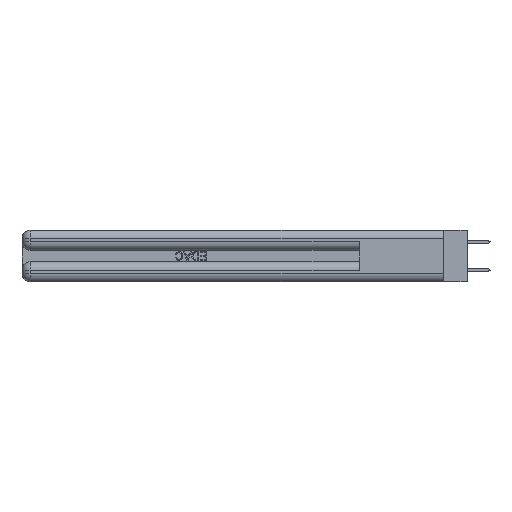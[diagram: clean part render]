
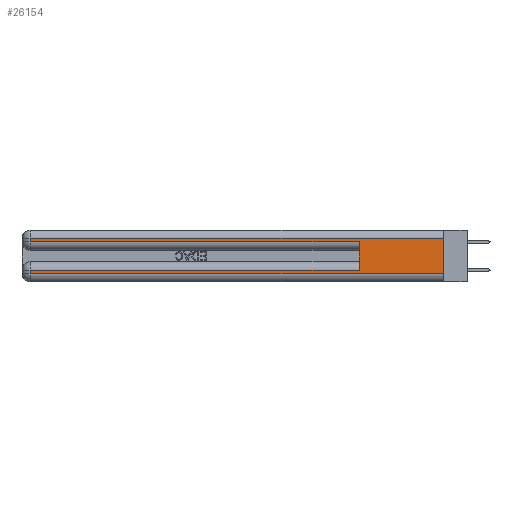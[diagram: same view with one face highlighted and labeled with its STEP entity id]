
A CAD part, left-side view. The second image highlights one B-rep face of the part: STEP entity #26154.
In plain terms, the highlighted planar face has unit normal (-1, 0, 0).
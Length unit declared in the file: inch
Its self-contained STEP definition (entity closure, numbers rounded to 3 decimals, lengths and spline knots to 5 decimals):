
#111 = ORIENTED_EDGE ( 'NONE', *, *, #45846, .T. ) ;
#2070 = ORIENTED_EDGE ( 'NONE', *, *, #47085, .T. ) ;
#2238 = EDGE_LOOP ( 'NONE', ( #38611, #39162, #111, #12968, #8301, #23606, #45898, #2070 ) ) ;
#2710 = LINE ( 'NONE', #18025, #34857 ) ;
#2966 = VERTEX_POINT ( 'NONE', #25562 ) ;
#4328 = LINE ( 'NONE', #35460, #13826 ) ;
#4750 = CARTESIAN_POINT ( 'NONE',  ( 0., 2.94, 0.31 ) ) ;
#4819 = CARTESIAN_POINT ( 'NONE',  ( 0., 0., 0.06 ) ) ;
#4982 = VECTOR ( 'NONE', #20904, 39.37008 ) ;
#5064 = CARTESIAN_POINT ( 'NONE',  ( 0., 0.6, 0.285 ) ) ;
#6179 = VECTOR ( 'NONE', #16144, 39.37008 ) ;
#6226 = CARTESIAN_POINT ( 'NONE',  ( 0., 0., 0.37 ) ) ;
#8301 = ORIENTED_EDGE ( 'NONE', *, *, #51522, .F. ) ;
#8837 = DIRECTION ( 'NONE',  ( 0., 0., -1. ) ) ;
#11075 = CARTESIAN_POINT ( 'NONE',  ( 0., 2.94, 0.37 ) ) ;
#12082 = CARTESIAN_POINT ( 'NONE',  ( 0., 0.6, 0.145 ) ) ;
#12111 = LINE ( 'NONE', #32936, #24075 ) ;
#12968 = ORIENTED_EDGE ( 'NONE', *, *, #24733, .T. ) ;
#13826 = VECTOR ( 'NONE', #35634, 39.37008 ) ;
#13893 = CARTESIAN_POINT ( 'NONE',  ( 0., 0., 0.085 ) ) ;
#13935 = VERTEX_POINT ( 'NONE', #29861 ) ;
#14364 = DIRECTION ( 'NONE',  ( 1., 0., 0. ) ) ;
#16144 = DIRECTION ( 'NONE',  ( 0., 0., 1. ) ) ;
#16525 = LINE ( 'NONE', #11075, #47208 ) ;
#17707 = VERTEX_POINT ( 'NONE', #51784 ) ;
#18025 = CARTESIAN_POINT ( 'NONE',  ( 0., 0., 0.31 ) ) ;
#18031 = EDGE_CURVE ( 'NONE', #39465, #31066, #2710, .T. ) ;
#20904 = DIRECTION ( 'NONE',  ( 0., -1., 0. ) ) ;
#22045 = DIRECTION ( 'NONE',  ( 0., 1., 0. ) ) ;
#22473 = VECTOR ( 'NONE', #33917, 39.37008 ) ;
#23606 = ORIENTED_EDGE ( 'NONE', *, *, #29941, .T. ) ;
#24075 = VECTOR ( 'NONE', #8837, 39.37008 ) ;
#24733 = EDGE_CURVE ( 'NONE', #13935, #37679, #37552, .T. ) ;
#25070 = VERTEX_POINT ( 'NONE', #43186 ) ;
#25562 = CARTESIAN_POINT ( 'NONE',  ( 0., 0., 0.06 ) ) ;
#25672 = VECTOR ( 'NONE', #33107, 39.37008 ) ;
#26154 = ADVANCED_FACE ( 'NONE', ( #32408 ), #38381, .F. ) ;
#27631 = LINE ( 'NONE', #12082, #6179 ) ;
#29083 = CARTESIAN_POINT ( 'NONE',  ( 0., 0., 0.285 ) ) ;
#29861 = CARTESIAN_POINT ( 'NONE',  ( 0., 2.94, 0.285 ) ) ;
#29941 = EDGE_CURVE ( 'NONE', #35135, #25070, #33136, .T. ) ;
#31066 = VERTEX_POINT ( 'NONE', #4750 ) ;
#31737 = CARTESIAN_POINT ( 'NONE',  ( 0., 0., 0.31 ) ) ;
#32408 = FACE_OUTER_BOUND ( 'NONE', #2238, .T. ) ;
#32936 = CARTESIAN_POINT ( 'NONE',  ( 0., 2.94, 0.37 ) ) ;
#33107 = DIRECTION ( 'NONE',  ( 0., -1., 0. ) ) ;
#33136 = LINE ( 'NONE', #13893, #22473 ) ;
#33917 = DIRECTION ( 'NONE',  ( 0., 1., 0. ) ) ;
#34857 = VECTOR ( 'NONE', #22045, 39.37008 ) ;
#35135 = VERTEX_POINT ( 'NONE', #50207 ) ;
#35460 = CARTESIAN_POINT ( 'NONE',  ( 0., 0., 0.37 ) ) ;
#35634 = DIRECTION ( 'NONE',  ( 0., 0., -1. ) ) ;
#37552 = LINE ( 'NONE', #29083, #25672 ) ;
#37679 = VERTEX_POINT ( 'NONE', #5064 ) ;
#38063 = EDGE_CURVE ( 'NONE', #25070, #17707, #16525, .T. ) ;
#38381 = PLANE ( 'NONE',  #49419 ) ;
#38611 = ORIENTED_EDGE ( 'NONE', *, *, #50881, .F. ) ;
#39162 = ORIENTED_EDGE ( 'NONE', *, *, #18031, .T. ) ;
#39465 = VERTEX_POINT ( 'NONE', #31737 ) ;
#42406 = DIRECTION ( 'NONE',  ( 0., 0., -1. ) ) ;
#43186 = CARTESIAN_POINT ( 'NONE',  ( 0., 2.94, 0.085 ) ) ;
#45846 = EDGE_CURVE ( 'NONE', #31066, #13935, #12111, .T. ) ;
#45898 = ORIENTED_EDGE ( 'NONE', *, *, #38063, .T. ) ;
#46449 = LINE ( 'NONE', #4819, #4982 ) ;
#47085 = EDGE_CURVE ( 'NONE', #17707, #2966, #46449, .T. ) ;
#47174 = DIRECTION ( 'NONE',  ( 0., 0., -1. ) ) ;
#47208 = VECTOR ( 'NONE', #47174, 39.37008 ) ;
#49419 = AXIS2_PLACEMENT_3D ( 'NONE', #6226, #14364, #42406 ) ;
#50207 = CARTESIAN_POINT ( 'NONE',  ( 0., 0.6, 0.085 ) ) ;
#50881 = EDGE_CURVE ( 'NONE', #39465, #2966, #4328, .T. ) ;
#51522 = EDGE_CURVE ( 'NONE', #35135, #37679, #27631, .T. ) ;
#51784 = CARTESIAN_POINT ( 'NONE',  ( 0., 2.94, 0.06 ) ) ;
